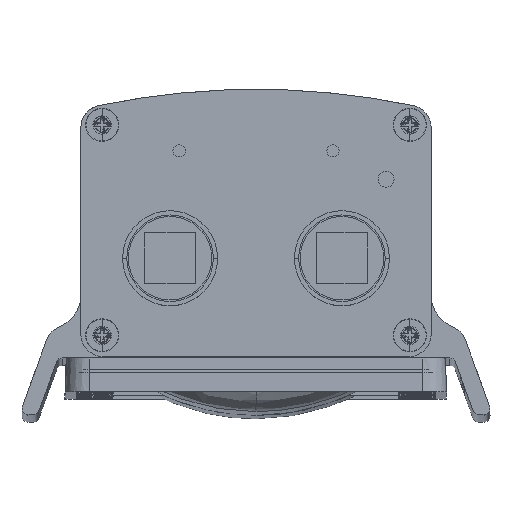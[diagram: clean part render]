
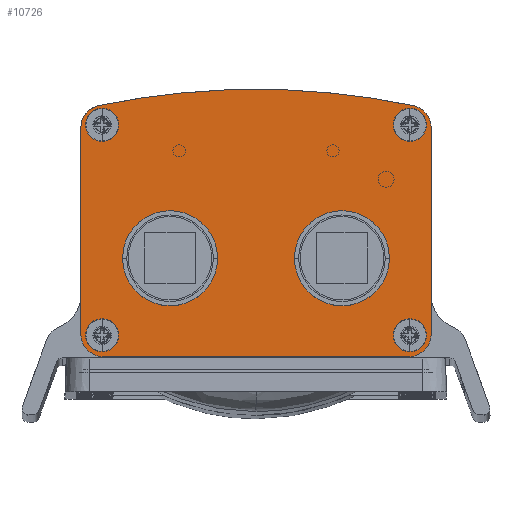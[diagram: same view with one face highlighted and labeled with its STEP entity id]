
A CAD part, top view. The second image highlights one B-rep face of the part: STEP entity #10726.
In plain terms, the highlighted planar face has unit normal (0, 0, 1).
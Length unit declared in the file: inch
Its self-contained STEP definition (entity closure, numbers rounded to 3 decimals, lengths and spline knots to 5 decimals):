
#9015=CARTESIAN_POINT('',(-0.95,-0.375,0.625));
#9016=DIRECTION('',(0.,0.,1.));
#9017=DIRECTION('',(1.,0.,0.));
#9018=AXIS2_PLACEMENT_3D('',#9015,#9016,#9017);
#9020=CARTESIAN_POINT('',(-0.95,-0.375,0.625));
#9021=DIRECTION('',(0.,0.,1.));
#9022=DIRECTION('',(-1.,0.,0.));
#9023=AXIS2_PLACEMENT_3D('',#9020,#9021,#9022);
#9025=CARTESIAN_POINT('',(0.95,-0.375,0.625));
#9026=DIRECTION('',(0.,0.,1.));
#9027=DIRECTION('',(1.,0.,0.));
#9028=AXIS2_PLACEMENT_3D('',#9025,#9026,#9027);
#9030=CARTESIAN_POINT('',(0.95,-0.375,0.625));
#9031=DIRECTION('',(0.,0.,1.));
#9032=DIRECTION('',(-1.,0.,0.));
#9033=AXIS2_PLACEMENT_3D('',#9030,#9031,#9032);
#9035=CARTESIAN_POINT('',(-1.701,-1.227,0.625));
#9036=DIRECTION('',(0.,0.,1.));
#9037=DIRECTION('',(0.,1.,0.));
#9038=AXIS2_PLACEMENT_3D('',#9035,#9036,#9037);
#9040=CARTESIAN_POINT('',(-1.701,-1.227,0.625));
#9041=DIRECTION('',(0.,0.,1.));
#9042=DIRECTION('',(0.,-1.,0.));
#9043=AXIS2_PLACEMENT_3D('',#9040,#9041,#9042);
#9045=CARTESIAN_POINT('',(-1.701,1.099,0.625));
#9046=DIRECTION('',(0.,0.,-1.));
#9047=DIRECTION('',(0.,-1.,0.));
#9048=AXIS2_PLACEMENT_3D('',#9045,#9046,#9047);
#9050=CARTESIAN_POINT('',(-1.701,1.099,0.625));
#9051=DIRECTION('',(0.,0.,-1.));
#9052=DIRECTION('',(0.,1.,0.));
#9053=AXIS2_PLACEMENT_3D('',#9050,#9051,#9052);
#9055=CARTESIAN_POINT('',(1.701,-1.227,0.625));
#9056=DIRECTION('',(0.,0.,-1.));
#9057=DIRECTION('',(0.,1.,0.));
#9058=AXIS2_PLACEMENT_3D('',#9055,#9056,#9057);
#9060=CARTESIAN_POINT('',(1.701,-1.227,0.625));
#9061=DIRECTION('',(0.,0.,-1.));
#9062=DIRECTION('',(0.,-1.,0.));
#9063=AXIS2_PLACEMENT_3D('',#9060,#9061,#9062);
#9065=CARTESIAN_POINT('',(1.701,1.099,0.625));
#9066=DIRECTION('',(0.,0.,1.));
#9067=DIRECTION('',(0.,-1.,0.));
#9068=AXIS2_PLACEMENT_3D('',#9065,#9066,#9067);
#9070=CARTESIAN_POINT('',(1.701,1.099,0.625));
#9071=DIRECTION('',(0.,0.,1.));
#9072=DIRECTION('',(0.,1.,0.));
#9073=AXIS2_PLACEMENT_3D('',#9070,#9071,#9072);
#9075=DIRECTION('',(1.,0.,0.));
#9076=VECTOR('',#9075,0.688);
#9077=CARTESIAN_POINT('',(-0.3434,1.48453,0.625));
#9078=LINE('',#9077,#9076);
#9079=CARTESIAN_POINT('',(0.0006,-7.00851,0.625));
#9080=DIRECTION('',(0.,0.,1.));
#9081=DIRECTION('',(0.204,0.979,0.));
#9082=AXIS2_PLACEMENT_3D('',#9079,#9080,#9081);
#9084=CARTESIAN_POINT('',(1.686,1.0675,0.625));
#9085=DIRECTION('',(0.,0.,1.));
#9086=DIRECTION('',(1.,0.,0.));
#9087=AXIS2_PLACEMENT_3D('',#9084,#9085,#9086);
#9089=DIRECTION('',(0.,1.,0.));
#9090=VECTOR('',#9089,2.281);
#9091=CARTESIAN_POINT('',(1.936,-1.2135,0.625));
#9092=LINE('',#9091,#9090);
#9093=CARTESIAN_POINT('',(1.686,-1.2135,0.625));
#9094=DIRECTION('',(0.,0.,1.));
#9095=DIRECTION('',(0.,-1.,0.));
#9096=AXIS2_PLACEMENT_3D('',#9093,#9094,#9095);
#9098=DIRECTION('',(1.,0.,0.));
#9099=VECTOR('',#9098,3.372);
#9100=CARTESIAN_POINT('',(-1.686,-1.4635,0.625));
#9101=LINE('',#9100,#9099);
#9102=CARTESIAN_POINT('',(-1.686,-1.2135,0.625));
#9103=DIRECTION('',(0.,0.,1.));
#9104=DIRECTION('',(-1.,0.,0.));
#9105=AXIS2_PLACEMENT_3D('',#9102,#9103,#9104);
#9107=DIRECTION('',(0.,-1.,0.));
#9108=VECTOR('',#9107,2.281);
#9109=CARTESIAN_POINT('',(-1.936,1.0675,0.625));
#9110=LINE('',#9109,#9108);
#9111=CARTESIAN_POINT('',(-1.686,1.0675,0.625));
#9112=DIRECTION('',(0.,0.,1.));
#9113=DIRECTION('',(-0.16,0.987,0.));
#9114=AXIS2_PLACEMENT_3D('',#9111,#9112,#9113);
#9116=CARTESIAN_POINT('',(0.0006,-7.00851,0.625));
#9117=DIRECTION('',(0.,0.,1.));
#9118=DIRECTION('',(-0.04,0.999,0.));
#9119=AXIS2_PLACEMENT_3D('',#9116,#9117,#9118);
#10231=CARTESIAN_POINT('',(-1.936,-1.2135,0.625));
#10232=CARTESIAN_POINT('',(-1.686,-1.4635,0.625));
#10233=VERTEX_POINT('',#10231);
#10234=VERTEX_POINT('',#10232);
#10235=CARTESIAN_POINT('',(1.686,-1.4635,0.625));
#10236=CARTESIAN_POINT('',(1.936,-1.2135,0.625));
#10237=VERTEX_POINT('',#10235);
#10238=VERTEX_POINT('',#10236);
#10239=CARTESIAN_POINT('',(-1.936,1.0675,0.625));
#10240=VERTEX_POINT('',#10239);
#10241=CARTESIAN_POINT('',(1.936,1.0675,0.625));
#10242=VERTEX_POINT('',#10241);
#10259=CARTESIAN_POINT('',(1.73707,1.31223,0.625));
#10260=VERTEX_POINT('',#10259);
#10261=CARTESIAN_POINT('',(-1.72606,1.31427,0.625));
#10262=VERTEX_POINT('',#10261);
#10271=CARTESIAN_POINT('',(-0.489,-0.375,0.625));
#10272=CARTESIAN_POINT('',(-1.411,-0.375,0.625));
#10273=VERTEX_POINT('',#10271);
#10274=VERTEX_POINT('',#10272);
#10275=CARTESIAN_POINT('',(1.411,-0.375,0.625));
#10276=CARTESIAN_POINT('',(0.489,-0.375,0.625));
#10277=VERTEX_POINT('',#10275);
#10278=VERTEX_POINT('',#10276);
#10391=CARTESIAN_POINT('',(-1.701,-1.0475,0.625));
#10392=CARTESIAN_POINT('',(-1.701,-1.4065,0.625));
#10393=VERTEX_POINT('',#10391);
#10394=VERTEX_POINT('',#10392);
#10404=CARTESIAN_POINT('',(-1.701,0.9195,0.625));
#10406=VERTEX_POINT('',#10404);
#10408=CARTESIAN_POINT('',(-1.701,1.2785,0.625));
#10410=VERTEX_POINT('',#10408);
#10416=CARTESIAN_POINT('',(1.701,-1.0475,0.625));
#10418=VERTEX_POINT('',#10416);
#10420=CARTESIAN_POINT('',(1.701,-1.4065,0.625));
#10422=VERTEX_POINT('',#10420);
#10424=CARTESIAN_POINT('',(1.701,0.9195,0.625));
#10426=VERTEX_POINT('',#10424);
#10428=CARTESIAN_POINT('',(1.701,1.2785,0.625));
#10430=VERTEX_POINT('',#10428);
#10567=CARTESIAN_POINT('',(-0.3434,1.48453,0.625));
#10568=CARTESIAN_POINT('',(0.3446,1.48453,0.625));
#10569=VERTEX_POINT('',#10567);
#10570=VERTEX_POINT('',#10568);
#10665=CARTESIAN_POINT('',(0.,0.,0.625));
#10666=DIRECTION('',(0.,0.,1.));
#10667=DIRECTION('',(1.,0.,0.));
#10668=AXIS2_PLACEMENT_3D('',#10665,#10666,#10667);
#10669=PLANE('',#10668);
#10671=ORIENTED_EDGE('',*,*,#10670,.T.);
#10673=ORIENTED_EDGE('',*,*,#10672,.F.);
#10675=ORIENTED_EDGE('',*,*,#10674,.F.);
#10677=ORIENTED_EDGE('',*,*,#10676,.F.);
#10679=ORIENTED_EDGE('',*,*,#10678,.F.);
#10681=ORIENTED_EDGE('',*,*,#10680,.F.);
#10683=ORIENTED_EDGE('',*,*,#10682,.F.);
#10685=ORIENTED_EDGE('',*,*,#10684,.F.);
#10687=ORIENTED_EDGE('',*,*,#10686,.F.);
#10689=ORIENTED_EDGE('',*,*,#10688,.F.);
#10690=EDGE_LOOP('',(#10671,#10673,#10675,#10677,#10679,#10681,#10683,#10685,
#10687,#10689));
#10691=FACE_OUTER_BOUND('',#10690,.F.);
#10693=ORIENTED_EDGE('',*,*,#10692,.T.);
#10695=ORIENTED_EDGE('',*,*,#10694,.T.);
#10696=EDGE_LOOP('',(#10693,#10695));
#10697=FACE_BOUND('',#10696,.F.);
#10699=ORIENTED_EDGE('',*,*,#10698,.T.);
#10701=ORIENTED_EDGE('',*,*,#10700,.T.);
#10702=EDGE_LOOP('',(#10699,#10701));
#10703=FACE_BOUND('',#10702,.F.);
#10705=ORIENTED_EDGE('',*,*,#10704,.F.);
#10707=ORIENTED_EDGE('',*,*,#10706,.F.);
#10708=EDGE_LOOP('',(#10705,#10707));
#10709=FACE_BOUND('',#10708,.F.);
#10711=ORIENTED_EDGE('',*,*,#10710,.F.);
#10713=ORIENTED_EDGE('',*,*,#10712,.F.);
#10714=EDGE_LOOP('',(#10711,#10713));
#10715=FACE_BOUND('',#10714,.F.);
#10717=ORIENTED_EDGE('',*,*,#10716,.T.);
#10719=ORIENTED_EDGE('',*,*,#10718,.T.);
#10720=EDGE_LOOP('',(#10717,#10719));
#10721=FACE_BOUND('',#10720,.F.);
#10722=ORIENTED_EDGE('',*,*,#10645,.T.);
#10723=ORIENTED_EDGE('',*,*,#10659,.T.);
#10724=EDGE_LOOP('',(#10722,#10723));
#10725=FACE_BOUND('',#10724,.F.);
#10726=ADVANCED_FACE('',(#10691,#10697,#10703,#10709,#10715,#10721,#10725),
#10669,.T.);
#9019=CIRCLE('',#9018,0.461);
#9024=CIRCLE('',#9023,0.461);
#9029=CIRCLE('',#9028,0.461);
#9034=CIRCLE('',#9033,0.461);
#9039=CIRCLE('',#9038,0.1795);
#9044=CIRCLE('',#9043,0.1795);
#9049=CIRCLE('',#9048,0.1795);
#9054=CIRCLE('',#9053,0.1795);
#9059=CIRCLE('',#9058,0.1795);
#9064=CIRCLE('',#9063,0.1795);
#9069=CIRCLE('',#9068,0.1795);
#9074=CIRCLE('',#9073,0.1795);
#9083=CIRCLE('',#9082,8.5);
#9088=CIRCLE('',#9087,0.25);
#9097=CIRCLE('',#9096,0.25);
#9106=CIRCLE('',#9105,0.25);
#9115=CIRCLE('',#9114,0.25);
#9120=CIRCLE('',#9119,8.5);
#10645=EDGE_CURVE('',#10273,#10274,#9019,.T.);
#10659=EDGE_CURVE('',#10274,#10273,#9024,.T.);
#10670=EDGE_CURVE('',#10569,#10570,#9078,.T.);
#10672=EDGE_CURVE('',#10260,#10570,#9083,.T.);
#10674=EDGE_CURVE('',#10242,#10260,#9088,.T.);
#10676=EDGE_CURVE('',#10238,#10242,#9092,.T.);
#10678=EDGE_CURVE('',#10237,#10238,#9097,.T.);
#10680=EDGE_CURVE('',#10234,#10237,#9101,.T.);
#10682=EDGE_CURVE('',#10233,#10234,#9106,.T.);
#10684=EDGE_CURVE('',#10240,#10233,#9110,.T.);
#10686=EDGE_CURVE('',#10262,#10240,#9115,.T.);
#10688=EDGE_CURVE('',#10569,#10262,#9120,.T.);
#10692=EDGE_CURVE('',#10277,#10278,#9029,.T.);
#10694=EDGE_CURVE('',#10278,#10277,#9034,.T.);
#10698=EDGE_CURVE('',#10393,#10394,#9039,.T.);
#10700=EDGE_CURVE('',#10394,#10393,#9044,.T.);
#10704=EDGE_CURVE('',#10406,#10410,#9049,.T.);
#10706=EDGE_CURVE('',#10410,#10406,#9054,.T.);
#10710=EDGE_CURVE('',#10418,#10422,#9059,.T.);
#10712=EDGE_CURVE('',#10422,#10418,#9064,.T.);
#10716=EDGE_CURVE('',#10426,#10430,#9069,.T.);
#10718=EDGE_CURVE('',#10430,#10426,#9074,.T.);
